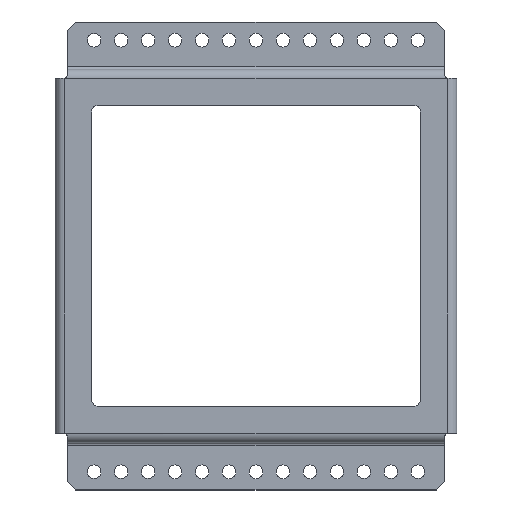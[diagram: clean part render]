
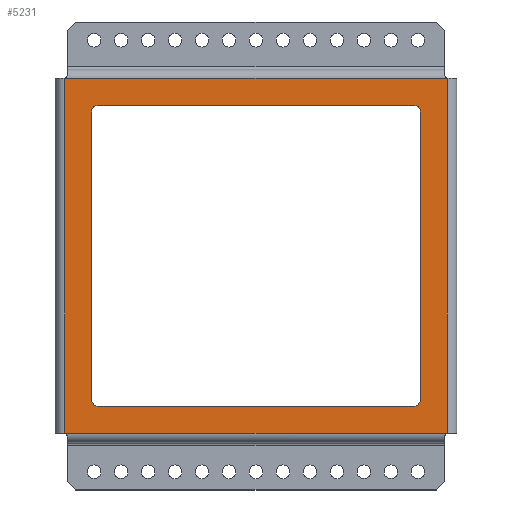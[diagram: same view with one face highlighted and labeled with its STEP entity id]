
A CAD part, top view. The second image highlights one B-rep face of the part: STEP entity #5231.
In plain terms, the highlighted planar face has unit normal (0, 0, 1).
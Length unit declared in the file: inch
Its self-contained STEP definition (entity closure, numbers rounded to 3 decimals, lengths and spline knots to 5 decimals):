
#285 = EDGE_LOOP ( 'NONE', ( #3729, #3730, #3731, #3732, #3733, #3734, #3735, #3736 ) ) ;
#361 = VERTEX_POINT ( 'NONE', #3129 ) ;
#376 = EDGE_LOOP ( 'NONE', ( #3737, #3738, #3739, #3740 ) ) ;
#832 = DIRECTION ( 'NONE',  ( 1., 0., 0. ) ) ;
#833 = CARTESIAN_POINT ( 'NONE',  ( 2.925, -2.665, 0.125 ) ) ;
#835 = DIRECTION ( 'NONE',  ( 0., -1., 0. ) ) ;
#836 = CARTESIAN_POINT ( 'NONE',  ( 3.05, 2.79, 0.125 ) ) ;
#837 = DIRECTION ( 'NONE',  ( -1., 0., 0. ) ) ;
#838 = CARTESIAN_POINT ( 'NONE',  ( -3.55, 3.29, 0.125 ) ) ;
#891 = DIRECTION ( 'NONE',  ( 1., 0., 0. ) ) ;
#892 = DIRECTION ( 'NONE',  ( 0., 0., -1. ) ) ;
#898 = DIRECTION ( 'NONE',  ( 1., 0., 0. ) ) ;
#899 = CARTESIAN_POINT ( 'NONE',  ( -3.05, 2.79, 0.125 ) ) ;
#931 = CARTESIAN_POINT ( 'NONE',  ( -3.05, 2.79, 0.125 ) ) ;
#968 = DIRECTION ( 'NONE',  ( 1., 0., 0. ) ) ;
#969 = DIRECTION ( 'NONE',  ( 0., 0., -1. ) ) ;
#970 = CARTESIAN_POINT ( 'NONE',  ( -2.925, -2.665, 0.125 ) ) ;
#973 = DIRECTION ( 'NONE',  ( -1., 0., 0. ) ) ;
#974 = CARTESIAN_POINT ( 'NONE',  ( -3.05, -2.79, 0.125 ) ) ;
#977 = DIRECTION ( 'NONE',  ( 0., 1., 0. ) ) ;
#1015 = DIRECTION ( 'NONE',  ( 0., 0., -1. ) ) ;
#1021 = DIRECTION ( 'NONE',  ( 1., 0., 0. ) ) ;
#1022 = CARTESIAN_POINT ( 'NONE',  ( -3.55, -3.29, 0.125 ) ) ;
#1024 = DIRECTION ( 'NONE',  ( 0., 0., -1. ) ) ;
#1035 = DIRECTION ( 'NONE',  ( 1., 0., 0. ) ) ;
#1037 = CARTESIAN_POINT ( 'NONE',  ( -2.925, 2.665, 0.125 ) ) ;
#1069 = DIRECTION ( 'NONE',  ( 0., -1., 0. ) ) ;
#1070 = CARTESIAN_POINT ( 'NONE',  ( -3.55, 3.29, 0.125 ) ) ;
#1071 = DIRECTION ( 'NONE',  ( 0., 1., 0. ) ) ;
#1072 = CARTESIAN_POINT ( 'NONE',  ( 3.55, 3.29, 0.125 ) ) ;
#1080 = CARTESIAN_POINT ( 'NONE',  ( 2.925, 2.665, 0.125 ) ) ;
#1628 = DIRECTION ( 'NONE',  ( 1., 0., 0. ) ) ;
#1629 = DIRECTION ( 'NONE',  ( 0., 0., 1. ) ) ;
#1643 = CARTESIAN_POINT ( 'NONE',  ( -3.55, -3.29, 0.125 ) ) ;
#1646 = PLANE ( 'NONE',  #3475 ) ;
#2547 = CARTESIAN_POINT ( 'NONE',  ( -3.05, -2.665, 0.125 ) ) ;
#2558 = CARTESIAN_POINT ( 'NONE',  ( 3.55, 3.29, 0.125 ) ) ;
#2726 = CARTESIAN_POINT ( 'NONE',  ( 3.05, -2.665, 0.125 ) ) ;
#2792 = CARTESIAN_POINT ( 'NONE',  ( -3.05, 2.665, 0.125 ) ) ;
#2815 = CARTESIAN_POINT ( 'NONE',  ( 2.925, 2.79, 0.125 ) ) ;
#2873 = CARTESIAN_POINT ( 'NONE',  ( -2.925, 2.79, 0.125 ) ) ;
#2885 = CARTESIAN_POINT ( 'NONE',  ( -3.55, -3.29, 0.125 ) ) ;
#2943 = CARTESIAN_POINT ( 'NONE',  ( 3.55, -3.29, 0.125 ) ) ;
#2947 = CARTESIAN_POINT ( 'NONE',  ( 2.925, -2.79, 0.125 ) ) ;
#2965 = CARTESIAN_POINT ( 'NONE',  ( 3.05, 2.665, 0.125 ) ) ;
#3129 = CARTESIAN_POINT ( 'NONE',  ( -3.55, 3.29, 0.125 ) ) ;
#3371 = CARTESIAN_POINT ( 'NONE',  ( -2.925, -2.79, 0.125 ) ) ;
#3407 = AXIS2_PLACEMENT_3D ( 'NONE', #833, #1024, #832 ) ;
#3427 = AXIS2_PLACEMENT_3D ( 'NONE', #970, #969, #968 ) ;
#3475 = AXIS2_PLACEMENT_3D ( 'NONE', #1643, #1629, #1628 ) ;
#3521 = AXIS2_PLACEMENT_3D ( 'NONE', #1037, #1015, #1035 ) ;
#3529 = AXIS2_PLACEMENT_3D ( 'NONE', #1080, #892, #891 ) ;
#3729 = ORIENTED_EDGE ( 'NONE', *, *, #6042, .T. ) ;
#3730 = ORIENTED_EDGE ( 'NONE', *, *, #6043, .T. ) ;
#3731 = ORIENTED_EDGE ( 'NONE', *, *, #6044, .T. ) ;
#3732 = ORIENTED_EDGE ( 'NONE', *, *, #6019, .T. ) ;
#3733 = ORIENTED_EDGE ( 'NONE', *, *, #6075, .T. ) ;
#3734 = ORIENTED_EDGE ( 'NONE', *, *, #6074, .T. ) ;
#3735 = ORIENTED_EDGE ( 'NONE', *, *, #6098, .T. ) ;
#3736 = ORIENTED_EDGE ( 'NONE', *, *, #6099, .T. ) ;
#3737 = ORIENTED_EDGE ( 'NONE', *, *, #6115, .T. ) ;
#3738 = ORIENTED_EDGE ( 'NONE', *, *, #6025, .T. ) ;
#3739 = ORIENTED_EDGE ( 'NONE', *, *, #6114, .T. ) ;
#3740 = ORIENTED_EDGE ( 'NONE', *, *, #6097, .T. ) ;
#4059 = CIRCLE ( 'NONE', #3427, 0.125 ) ;
#4064 = VECTOR ( 'NONE', #837, 39.37008 ) ;
#4070 = VECTOR ( 'NONE', #898, 39.37008 ) ;
#4074 = CIRCLE ( 'NONE', #3521, 0.125 ) ;
#4080 = LINE ( 'NONE', #974, #4137 ) ;
#4084 = VECTOR ( 'NONE', #835, 39.37008 ) ;
#4086 = CIRCLE ( 'NONE', #3529, 0.125 ) ;
#4097 = LINE ( 'NONE', #836, #4084 ) ;
#4109 = VECTOR ( 'NONE', #977, 39.37008 ) ;
#4115 = LINE ( 'NONE', #838, #4064 ) ;
#4134 = LINE ( 'NONE', #899, #4070 ) ;
#4135 = LINE ( 'NONE', #1022, #4148 ) ;
#4137 = VECTOR ( 'NONE', #973, 39.37008 ) ;
#4145 = LINE ( 'NONE', #931, #4109 ) ;
#4148 = VECTOR ( 'NONE', #1021, 39.37008 ) ;
#4154 = VERTEX_POINT ( 'NONE', #2965 ) ;
#4155 = VERTEX_POINT ( 'NONE', #2947 ) ;
#4157 = VERTEX_POINT ( 'NONE', #2943 ) ;
#4186 = VERTEX_POINT ( 'NONE', #2885 ) ;
#4190 = VERTEX_POINT ( 'NONE', #2873 ) ;
#4221 = VERTEX_POINT ( 'NONE', #2815 ) ;
#4230 = VERTEX_POINT ( 'NONE', #2792 ) ;
#4255 = VERTEX_POINT ( 'NONE', #2726 ) ;
#4305 = VERTEX_POINT ( 'NONE', #2558 ) ;
#4308 = VERTEX_POINT ( 'NONE', #2547 ) ;
#4320 = VERTEX_POINT ( 'NONE', #3371 ) ;
#5231 = ADVANCED_FACE ( 'NONE', ( #5450, #5439 ), #1646, .T. ) ;
#5285 = LINE ( 'NONE', #1070, #5313 ) ;
#5301 = LINE ( 'NONE', #1072, #5318 ) ;
#5313 = VECTOR ( 'NONE', #1069, 39.37008 ) ;
#5318 = VECTOR ( 'NONE', #1071, 39.37008 ) ;
#5334 = CIRCLE ( 'NONE', #3407, 0.125 ) ;
#5439 = FACE_OUTER_BOUND ( 'NONE', #376, .T. ) ;
#5450 = FACE_BOUND ( 'NONE', #285, .T. ) ;
#6019 = EDGE_CURVE ( 'NONE', #4230, #4190, #4074, .T. ) ;
#6025 = EDGE_CURVE ( 'NONE', #4186, #4157, #4135, .T. ) ;
#6042 = EDGE_CURVE ( 'NONE', #4155, #4320, #4080, .T. ) ;
#6043 = EDGE_CURVE ( 'NONE', #4320, #4308, #4059, .T. ) ;
#6044 = EDGE_CURVE ( 'NONE', #4308, #4230, #4145, .T. ) ;
#6074 = EDGE_CURVE ( 'NONE', #4221, #4154, #4086, .T. ) ;
#6075 = EDGE_CURVE ( 'NONE', #4190, #4221, #4134, .T. ) ;
#6097 = EDGE_CURVE ( 'NONE', #4305, #361, #4115, .T. ) ;
#6098 = EDGE_CURVE ( 'NONE', #4154, #4255, #4097, .T. ) ;
#6099 = EDGE_CURVE ( 'NONE', #4255, #4155, #5334, .T. ) ;
#6114 = EDGE_CURVE ( 'NONE', #4157, #4305, #5301, .T. ) ;
#6115 = EDGE_CURVE ( 'NONE', #361, #4186, #5285, .T. ) ;
